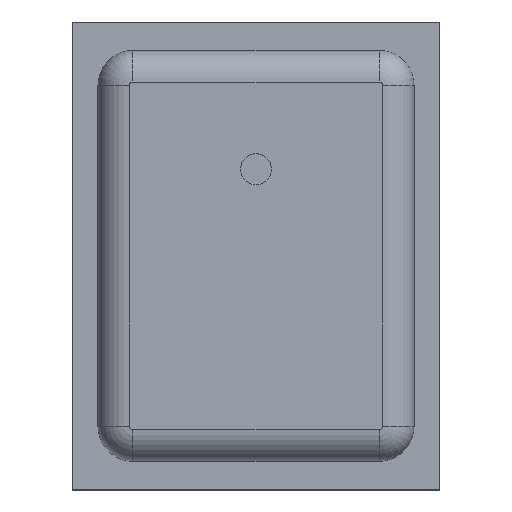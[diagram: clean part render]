
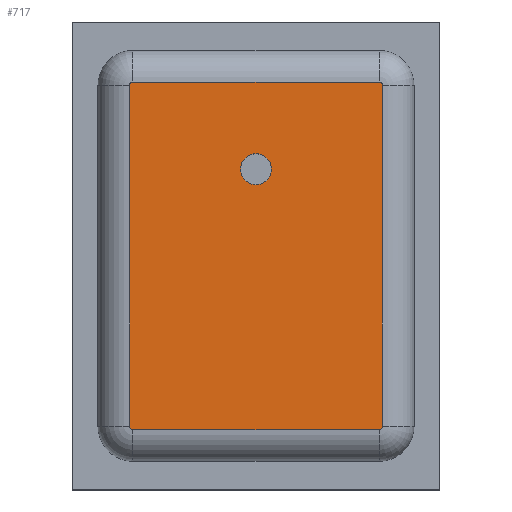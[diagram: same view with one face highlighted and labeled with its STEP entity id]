
A CAD part, top view. The second image highlights one B-rep face of the part: STEP entity #717.
In plain terms, the highlighted planar face has unit normal (0, 0, 1).
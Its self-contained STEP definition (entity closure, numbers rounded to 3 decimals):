
#17 = ORIENTED_EDGE ( 'NONE', *, *, #634, .T. ) ;
#27 = VECTOR ( 'NONE', #220, 1000. ) ;
#29 = AXIS2_PLACEMENT_3D ( 'NONE', #450, #524, #454 ) ;
#43 = VERTEX_POINT ( 'NONE', #657 ) ;
#44 = AXIS2_PLACEMENT_3D ( 'NONE', #588, #684, #693 ) ;
#58 = CARTESIAN_POINT ( 'NONE',  ( 1.016, 1.37, 1.1 ) ) ;
#116 = CARTESIAN_POINT ( 'NONE',  ( -0.99, -1.37, 1.1 ) ) ;
#118 = DIRECTION ( 'NONE',  ( 0., 0., 1. ) ) ;
#126 = VERTEX_POINT ( 'NONE', #609 ) ;
#129 = CARTESIAN_POINT ( 'NONE',  ( -0.125, 0.696, 1.1 ) ) ;
#137 = LINE ( 'NONE', #720, #556 ) ;
#140 = EDGE_CURVE ( 'NONE', #126, #698, #623, .T. ) ;
#142 = CIRCLE ( 'NONE', #421, 0.026 ) ;
#146 = FACE_OUTER_BOUND ( 'NONE', #342, .T. ) ;
#149 = CARTESIAN_POINT ( 'NONE',  ( -0.99, 1.396, 1.1 ) ) ;
#158 = CIRCLE ( 'NONE', #29, 0.026 ) ;
#170 = AXIS2_PLACEMENT_3D ( 'NONE', #564, #748, #269 ) ;
#201 = DIRECTION ( 'NONE',  ( 0., 0., 1. ) ) ;
#202 = EDGE_CURVE ( 'NONE', #43, #217, #137, .T. ) ;
#206 = DIRECTION ( 'NONE',  ( 0., 0., 1. ) ) ;
#215 = CARTESIAN_POINT ( 'NONE',  ( -0.99, -1.396, 1.1 ) ) ;
#217 = VERTEX_POINT ( 'NONE', #562 ) ;
#220 = DIRECTION ( 'NONE',  ( 1., 0., 0. ) ) ;
#235 = VECTOR ( 'NONE', #721, 1000. ) ;
#259 = ORIENTED_EDGE ( 'NONE', *, *, #368, .F. ) ;
#262 = CARTESIAN_POINT ( 'NONE',  ( -0.99, 1.396, 1.1 ) ) ;
#269 = DIRECTION ( 'NONE',  ( 1., 0., 0. ) ) ;
#274 = VERTEX_POINT ( 'NONE', #129 ) ;
#275 = VERTEX_POINT ( 'NONE', #372 ) ;
#276 = LINE ( 'NONE', #741, #27 ) ;
#277 = ORIENTED_EDGE ( 'NONE', *, *, #491, .T. ) ;
#279 = VECTOR ( 'NONE', #292, 1000. ) ;
#292 = DIRECTION ( 'NONE',  ( 0., 1., 0. ) ) ;
#297 = ORIENTED_EDGE ( 'NONE', *, *, #437, .T. ) ;
#299 = DIRECTION ( 'NONE',  ( 1., 0., 0. ) ) ;
#301 = LINE ( 'NONE', #58, #279 ) ;
#310 = CARTESIAN_POINT ( 'NONE',  ( 0.125, 0.696, 1.1 ) ) ;
#320 = VERTEX_POINT ( 'NONE', #637 ) ;
#321 = AXIS2_PLACEMENT_3D ( 'NONE', #646, #118, #363 ) ;
#324 = CARTESIAN_POINT ( 'NONE',  ( 0., 0.696, 1.1 ) ) ;
#329 = FACE_BOUND ( 'NONE', #477, .T. ) ;
#342 = EDGE_LOOP ( 'NONE', ( #761, #17, #525, #297, #409, #483, #277, #478 ) ) ;
#360 = DIRECTION ( 'NONE',  ( 0., 0., 1. ) ) ;
#363 = DIRECTION ( 'NONE',  ( 1., 0., 0. ) ) ;
#368 = EDGE_CURVE ( 'NONE', #274, #735, #496, .T. ) ;
#372 = CARTESIAN_POINT ( 'NONE',  ( 1.016, 1.37, 1.1 ) ) ;
#388 = AXIS2_PLACEMENT_3D ( 'NONE', #324, #201, #443 ) ;
#389 = EDGE_CURVE ( 'NONE', #320, #691, #158, .T. ) ;
#409 = ORIENTED_EDGE ( 'NONE', *, *, #202, .T. ) ;
#421 = AXIS2_PLACEMENT_3D ( 'NONE', #116, #360, #299 ) ;
#437 = EDGE_CURVE ( 'NONE', #698, #43, #653, .T. ) ;
#443 = DIRECTION ( 'NONE',  ( 1., 0., 0. ) ) ;
#448 = VERTEX_POINT ( 'NONE', #215 ) ;
#450 = CARTESIAN_POINT ( 'NONE',  ( 0.99, -1.37, 1.1 ) ) ;
#454 = DIRECTION ( 'NONE',  ( 1., 0., 0. ) ) ;
#477 = EDGE_LOOP ( 'NONE', ( #259, #663 ) ) ;
#478 = ORIENTED_EDGE ( 'NONE', *, *, #389, .T. ) ;
#483 = ORIENTED_EDGE ( 'NONE', *, *, #622, .T. ) ;
#491 = EDGE_CURVE ( 'NONE', #448, #320, #276, .T. ) ;
#496 = CIRCLE ( 'NONE', #170, 0.125 ) ;
#524 = DIRECTION ( 'NONE',  ( 0., 0., 1. ) ) ;
#525 = ORIENTED_EDGE ( 'NONE', *, *, #140, .T. ) ;
#543 = AXIS2_PLACEMENT_3D ( 'NONE', #728, #206, #658 ) ;
#556 = VECTOR ( 'NONE', #616, 1000. ) ;
#562 = CARTESIAN_POINT ( 'NONE',  ( -1.016, -1.37, 1.1 ) ) ;
#563 = PLANE ( 'NONE',  #543 ) ;
#564 = CARTESIAN_POINT ( 'NONE',  ( 0., 0.696, 1.1 ) ) ;
#588 = CARTESIAN_POINT ( 'NONE',  ( -0.99, 1.37, 1.1 ) ) ;
#607 = CARTESIAN_POINT ( 'NONE',  ( 1.016, -1.37, 1.1 ) ) ;
#608 = EDGE_CURVE ( 'NONE', #691, #275, #301, .T. ) ;
#609 = CARTESIAN_POINT ( 'NONE',  ( 0.99, 1.396, 1.1 ) ) ;
#616 = DIRECTION ( 'NONE',  ( 0., -1., 0. ) ) ;
#622 = EDGE_CURVE ( 'NONE', #217, #448, #142, .T. ) ;
#623 = LINE ( 'NONE', #149, #235 ) ;
#634 = EDGE_CURVE ( 'NONE', #275, #126, #651, .T. ) ;
#637 = CARTESIAN_POINT ( 'NONE',  ( 0.99, -1.396, 1.1 ) ) ;
#646 = CARTESIAN_POINT ( 'NONE',  ( 0.99, 1.37, 1.1 ) ) ;
#651 = CIRCLE ( 'NONE', #321, 0.026 ) ;
#653 = CIRCLE ( 'NONE', #44, 0.026 ) ;
#657 = CARTESIAN_POINT ( 'NONE',  ( -1.016, 1.37, 1.1 ) ) ;
#658 = DIRECTION ( 'NONE',  ( 1., 0., 0. ) ) ;
#663 = ORIENTED_EDGE ( 'NONE', *, *, #699, .F. ) ;
#684 = DIRECTION ( 'NONE',  ( 0., 0., 1. ) ) ;
#691 = VERTEX_POINT ( 'NONE', #607 ) ;
#693 = DIRECTION ( 'NONE',  ( 1., 0., 0. ) ) ;
#698 = VERTEX_POINT ( 'NONE', #262 ) ;
#699 = EDGE_CURVE ( 'NONE', #735, #274, #708, .T. ) ;
#708 = CIRCLE ( 'NONE', #388, 0.125 ) ;
#717 = ADVANCED_FACE ( 'NONE', ( #146, #329 ), #563, .T. ) ;
#720 = CARTESIAN_POINT ( 'NONE',  ( -1.016, -1.37, 1.1 ) ) ;
#721 = DIRECTION ( 'NONE',  ( -1., 0., 0. ) ) ;
#728 = CARTESIAN_POINT ( 'NONE',  ( 0., 0., 1.1 ) ) ;
#735 = VERTEX_POINT ( 'NONE', #310 ) ;
#741 = CARTESIAN_POINT ( 'NONE',  ( 0.99, -1.396, 1.1 ) ) ;
#748 = DIRECTION ( 'NONE',  ( 0., 0., 1. ) ) ;
#761 = ORIENTED_EDGE ( 'NONE', *, *, #608, .T. ) ;
